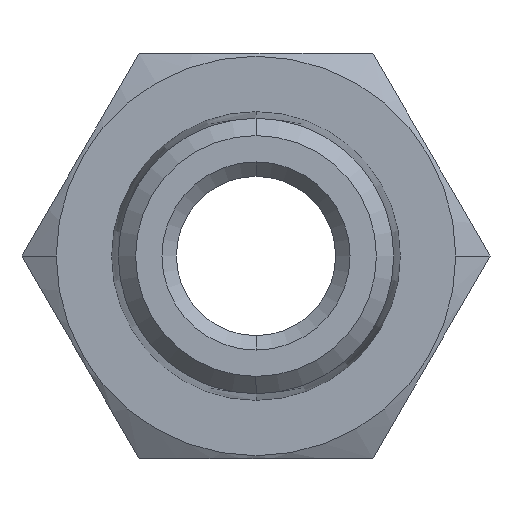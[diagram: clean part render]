
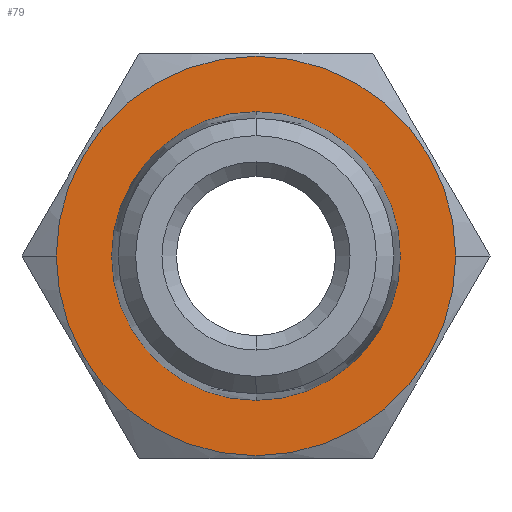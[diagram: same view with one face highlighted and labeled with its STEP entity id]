
A CAD part, front view. The second image highlights one B-rep face of the part: STEP entity #79.
In plain terms, the highlighted planar face has unit normal (0, -1, 0).
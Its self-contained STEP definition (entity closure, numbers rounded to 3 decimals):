
#79=ADVANCED_FACE('',(#171,#172),#173,.F.);
#171=FACE_OUTER_BOUND('',#278,.T.);
#172=FACE_BOUND('',#279,.T.);
#173=PLANE('',#280);
#278=EDGE_LOOP('',(#434,#435));
#279=EDGE_LOOP('',(#436,#437));
#280=AXIS2_PLACEMENT_3D('',#438,#439,#440);
#434=ORIENTED_EDGE('',*,*,#676,.T.);
#435=ORIENTED_EDGE('',*,*,#677,.T.);
#436=ORIENTED_EDGE('',*,*,#678,.F.);
#437=ORIENTED_EDGE('',*,*,#679,.F.);
#438=CARTESIAN_POINT('',(0.0,0.0,0.0));
#439=DIRECTION('',(0.0,1.0,0.0));
#440=DIRECTION('',(1.0,0.0,-0.0));
#676=EDGE_CURVE('',#814,#815,#816,.T.);
#677=EDGE_CURVE('',#815,#814,#817,.T.);
#678=EDGE_CURVE('',#818,#819,#820,.T.);
#679=EDGE_CURVE('',#819,#818,#821,.T.);
#814=VERTEX_POINT('',#1039);
#815=VERTEX_POINT('',#1040);
#816=CIRCLE('',#1041,6.9);
#817=CIRCLE('',#1042,6.9);
#818=VERTEX_POINT('',#1043);
#819=VERTEX_POINT('',#1044);
#820=CIRCLE('',#1045,4.985);
#821=CIRCLE('',#1046,4.985);
#1039=CARTESIAN_POINT('',(-6.9,0.0,0.0));
#1040=CARTESIAN_POINT('',(6.9,0.0,0.));
#1041=AXIS2_PLACEMENT_3D('',#1237,#1238,#1239);
#1042=AXIS2_PLACEMENT_3D('',#1240,#1241,#1242);
#1043=CARTESIAN_POINT('',(0.0,0.,-4.985));
#1044=CARTESIAN_POINT('',(0.,0.,4.985));
#1045=AXIS2_PLACEMENT_3D('',#1243,#1244,#1245);
#1046=AXIS2_PLACEMENT_3D('',#1246,#1247,#1248);
#1237=CARTESIAN_POINT('',(0.0,0.0,0.0));
#1238=DIRECTION('',(0.0,-1.0,0.0));
#1239=DIRECTION('',(-1.0,0.0,0.0));
#1240=CARTESIAN_POINT('',(0.0,0.0,0.0));
#1241=DIRECTION('',(0.0,-1.0,0.0));
#1242=DIRECTION('',(-1.0,0.0,0.0));
#1243=CARTESIAN_POINT('',(0.0,0.,0.0));
#1244=DIRECTION('',(0.0,-1.0,0.0));
#1245=DIRECTION('',(0.0,0.0,-1.0));
#1246=CARTESIAN_POINT('',(0.0,0.,0.0));
#1247=DIRECTION('',(0.0,-1.0,0.0));
#1248=DIRECTION('',(0.0,0.0,-1.0));
